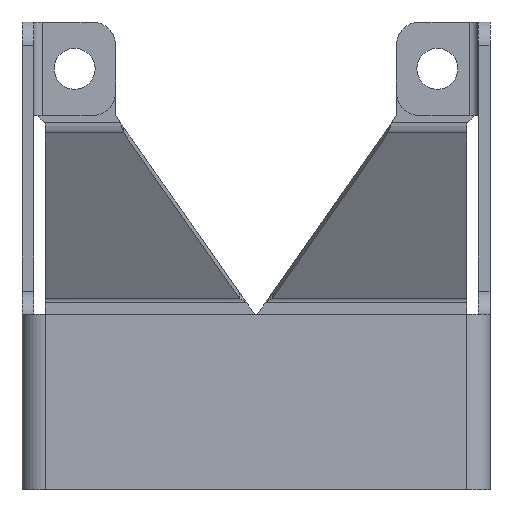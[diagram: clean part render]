
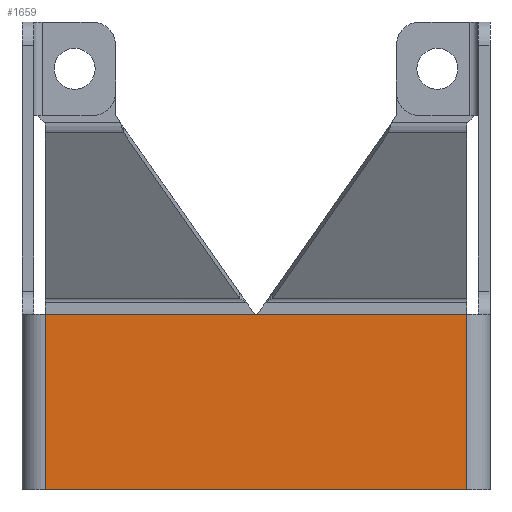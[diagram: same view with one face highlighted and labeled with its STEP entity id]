
A CAD part, front view. The second image highlights one B-rep face of the part: STEP entity #1659.
In plain terms, the highlighted planar face has unit normal (0, -1, 0).
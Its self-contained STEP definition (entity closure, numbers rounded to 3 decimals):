
#9 = VERTEX_POINT ( 'NONE', #1787 ) ;
#74 = VECTOR ( 'NONE', #1837, 1000. ) ;
#132 = EDGE_CURVE ( 'NONE', #3658, #9, #642, .T. ) ;
#413 = EDGE_CURVE ( 'NONE', #2004, #9, #2845, .T. ) ;
#624 = CARTESIAN_POINT ( 'NONE',  ( 18., -17.5, 15. ) ) ;
#642 = LINE ( 'NONE', #624, #2423 ) ;
#650 = ORIENTED_EDGE ( 'NONE', *, *, #2435, .F. ) ;
#665 = VECTOR ( 'NONE', #1736, 1000. ) ;
#736 = CARTESIAN_POINT ( 'NONE',  ( -18., -17.5, 15. ) ) ;
#898 = LINE ( 'NONE', #3708, #74 ) ;
#918 = ORIENTED_EDGE ( 'NONE', *, *, #413, .T. ) ;
#1181 = FACE_OUTER_BOUND ( 'NONE', #3988, .T. ) ;
#1241 = PLANE ( 'NONE',  #1328 ) ;
#1328 = AXIS2_PLACEMENT_3D ( 'NONE', #2479, #3776, #2501 ) ;
#1336 = VECTOR ( 'NONE', #3555, 1000. ) ;
#1358 = LINE ( 'NONE', #736, #665 ) ;
#1659 = ADVANCED_FACE ( 'NONE', ( #1181 ), #1241, .F. ) ;
#1736 = DIRECTION ( 'NONE',  ( 0., 0., -1. ) ) ;
#1787 = CARTESIAN_POINT ( 'NONE',  ( 18., -17.5, 0. ) ) ;
#1837 = DIRECTION ( 'NONE',  ( 1., 0., 0. ) ) ;
#1951 = CARTESIAN_POINT ( 'NONE',  ( -18., -17.5, 15. ) ) ;
#2004 = VERTEX_POINT ( 'NONE', #2772 ) ;
#2423 = VECTOR ( 'NONE', #2438, 1000. ) ;
#2435 = EDGE_CURVE ( 'NONE', #3402, #3658, #898, .T. ) ;
#2438 = DIRECTION ( 'NONE',  ( 0., 0., -1. ) ) ;
#2479 = CARTESIAN_POINT ( 'NONE',  ( -18., -17.5, 15. ) ) ;
#2501 = DIRECTION ( 'NONE',  ( 0., 0., 1. ) ) ;
#2699 = ORIENTED_EDGE ( 'NONE', *, *, #3672, .T. ) ;
#2772 = CARTESIAN_POINT ( 'NONE',  ( -18., -17.5, 0. ) ) ;
#2845 = LINE ( 'NONE', #3237, #1336 ) ;
#3185 = CARTESIAN_POINT ( 'NONE',  ( 18., -17.5, 15. ) ) ;
#3189 = ORIENTED_EDGE ( 'NONE', *, *, #132, .F. ) ;
#3237 = CARTESIAN_POINT ( 'NONE',  ( -18., -17.5, 0. ) ) ;
#3402 = VERTEX_POINT ( 'NONE', #1951 ) ;
#3555 = DIRECTION ( 'NONE',  ( 1., 0., 0. ) ) ;
#3658 = VERTEX_POINT ( 'NONE', #3185 ) ;
#3672 = EDGE_CURVE ( 'NONE', #3402, #2004, #1358, .T. ) ;
#3708 = CARTESIAN_POINT ( 'NONE',  ( -18., -17.5, 15. ) ) ;
#3776 = DIRECTION ( 'NONE',  ( 0., 1., 0. ) ) ;
#3988 = EDGE_LOOP ( 'NONE', ( #918, #3189, #650, #2699 ) ) ;
